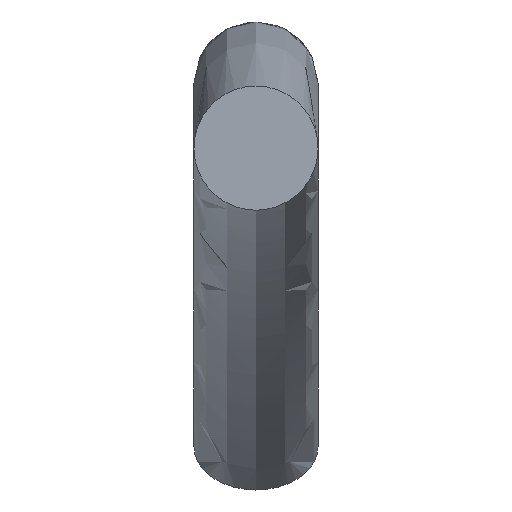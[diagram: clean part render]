
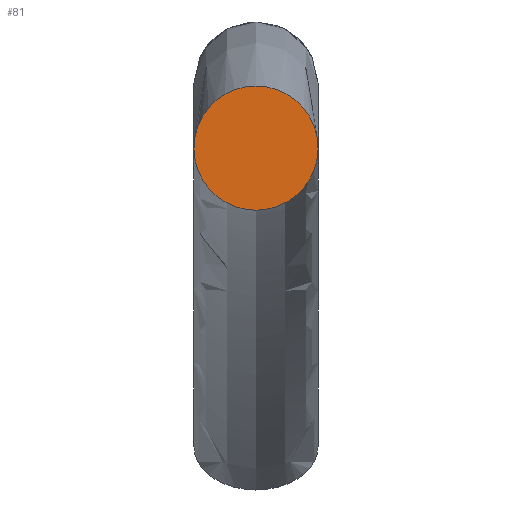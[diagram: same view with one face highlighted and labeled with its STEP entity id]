
A CAD part, top view. The second image highlights one B-rep face of the part: STEP entity #81.
In plain terms, the highlighted planar face has unit normal (0, 0, 1).
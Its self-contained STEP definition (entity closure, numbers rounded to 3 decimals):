
#15 = CIRCLE ( 'NONE', #167, 120. ) ;
#50 = DIRECTION ( 'NONE',  ( 1., 0., 0. ) ) ;
#81 = ADVANCED_FACE ( 'NONE', ( #223 ), #188, .T. ) ;
#84 = CARTESIAN_POINT ( 'NONE',  ( 0., 0., 0. ) ) ;
#87 = AXIS2_PLACEMENT_3D ( 'NONE', #286, #252, #378 ) ;
#116 = VERTEX_POINT ( 'NONE', #282 ) ;
#145 = ORIENTED_EDGE ( 'NONE', *, *, #198, .T. ) ;
#167 = AXIS2_PLACEMENT_3D ( 'NONE', #397, #307, #305 ) ;
#176 = CARTESIAN_POINT ( 'NONE',  ( 120., 0., 0. ) ) ;
#185 = AXIS2_PLACEMENT_3D ( 'NONE', #84, #369, #50 ) ;
#188 = PLANE ( 'NONE',  #87 ) ;
#198 = EDGE_CURVE ( 'NONE', #116, #338, #15, .T. ) ;
#220 = EDGE_CURVE ( 'NONE', #338, #116, #287, .T. ) ;
#223 = FACE_OUTER_BOUND ( 'NONE', #239, .T. ) ;
#239 = EDGE_LOOP ( 'NONE', ( #255, #145 ) ) ;
#252 = DIRECTION ( 'NONE',  ( 0., 0., 1. ) ) ;
#255 = ORIENTED_EDGE ( 'NONE', *, *, #220, .T. ) ;
#282 = CARTESIAN_POINT ( 'NONE',  ( -120., 0., 0. ) ) ;
#286 = CARTESIAN_POINT ( 'NONE',  ( 0., 0., 0. ) ) ;
#287 = CIRCLE ( 'NONE', #185, 120. ) ;
#305 = DIRECTION ( 'NONE',  ( 1., 0., 0. ) ) ;
#307 = DIRECTION ( 'NONE',  ( 0., 0., 1. ) ) ;
#338 = VERTEX_POINT ( 'NONE', #176 ) ;
#369 = DIRECTION ( 'NONE',  ( 0., 0., 1. ) ) ;
#378 = DIRECTION ( 'NONE',  ( 1., 0., 0. ) ) ;
#397 = CARTESIAN_POINT ( 'NONE',  ( 0., 0., 0. ) ) ;
